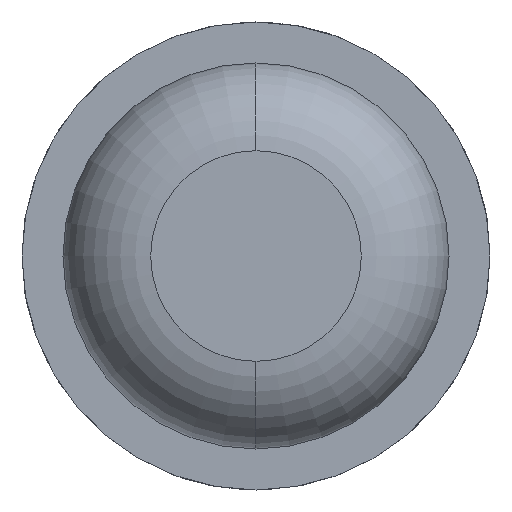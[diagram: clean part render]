
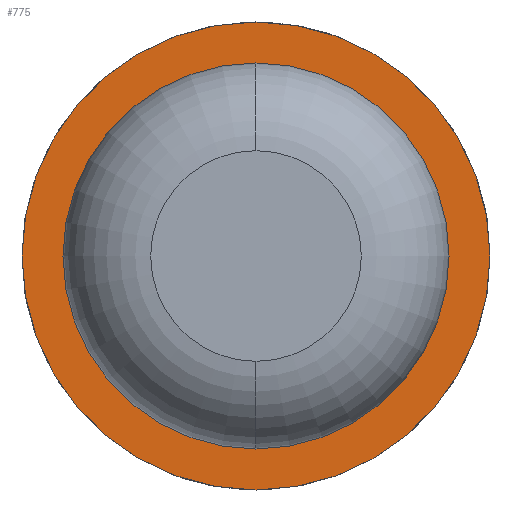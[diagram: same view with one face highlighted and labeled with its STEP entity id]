
A CAD part, front view. The second image highlights one B-rep face of the part: STEP entity #775.
In plain terms, the highlighted planar face has unit normal (0, -1, 0).
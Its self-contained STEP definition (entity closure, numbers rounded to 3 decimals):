
#39 = CARTESIAN_POINT ( 'NONE',  ( 0., -10., 0. ) ) ;
#209 = EDGE_CURVE ( 'Defeature ausgef�hrt1_7+Defeature ausgef�hrt1_1+Defeature ausgef�hrt1_1+Defeature ausgef�hrt1_1', #4206, #1750, #2149, .T. ) ;
#254 = CARTESIAN_POINT ( 'NONE',  ( 0., -10., 0. ) ) ;
#320 = DIRECTION ( 'NONE',  ( -1., 0., 0. ) ) ;
#449 = EDGE_CURVE ( 'Defeature ausgef�hrt1_6+Defeature ausgef�hrt1_7+Defeature ausgef�hrt1_7+Defeature ausgef�hrt1_7', #1321, #2232, #4602, .T. ) ;
#479 = CIRCLE ( 'NONE', #4458, 1. ) ;
#525 = CARTESIAN_POINT ( 'NONE',  ( -1., -10., 0. ) ) ;
#640 = CARTESIAN_POINT ( 'NONE',  ( 0., -10., 0. ) ) ;
#775 = ADVANCED_FACE ( 'Defeature ausgef�hrt1_7', ( #3777, #935 ), #1845, .F. ) ;
#935 = FACE_BOUND ( 'NONE', #2824, .T. ) ;
#976 = DIRECTION ( 'NONE',  ( -1., 0., 0. ) ) ;
#1321 = VERTEX_POINT ( 'NONE', #525 ) ;
#1573 = ORIENTED_EDGE ( 'NONE', *, *, #2994, .T. ) ;
#1649 = ORIENTED_EDGE ( 'NONE', *, *, #2248, .F. ) ;
#1665 = AXIS2_PLACEMENT_3D ( 'NONE', #39, #2243, #2574 ) ;
#1750 = VERTEX_POINT ( 'NONE', #1868 ) ;
#1779 = AXIS2_PLACEMENT_3D ( 'NONE', #254, #3151, #976 ) ;
#1845 = PLANE ( 'NONE',  #3373 ) ;
#1868 = CARTESIAN_POINT ( 'NONE',  ( 0., -10., 0.825 ) ) ;
#2149 = CIRCLE ( 'NONE', #1665, 0.825 ) ;
#2232 = VERTEX_POINT ( 'NONE', #3421 ) ;
#2243 = DIRECTION ( 'NONE',  ( 0., 1., 0. ) ) ;
#2248 = EDGE_CURVE ( 'Defeature ausgef�hrt1_6+Defeature ausgef�hrt1_7+Defeature ausgef�hrt1_7+Defeature ausgef�hrt1_7', #2232, #1321, #479, .T. ) ;
#2354 = DIRECTION ( 'NONE',  ( 0., 1., 0. ) ) ;
#2403 = DIRECTION ( 'NONE',  ( -1., 0., 0. ) ) ;
#2513 = DIRECTION ( 'NONE',  ( 0., 1., 0. ) ) ;
#2574 = DIRECTION ( 'NONE',  ( -1., 0., 0. ) ) ;
#2824 = EDGE_LOOP ( 'NONE', ( #1573, #4606 ) ) ;
#2880 = AXIS2_PLACEMENT_3D ( 'NONE', #640, #3568, #320 ) ;
#2994 = EDGE_CURVE ( 'Defeature ausgef�hrt1_7+Defeature ausgef�hrt1_1+Defeature ausgef�hrt1_1+Defeature ausgef�hrt1_1', #1750, #4206, #3540, .T. ) ;
#3151 = DIRECTION ( 'NONE',  ( 0., 1., 0. ) ) ;
#3270 = DIRECTION ( 'NONE',  ( -1., 0., 0. ) ) ;
#3373 = AXIS2_PLACEMENT_3D ( 'NONE', #4680, #2513, #3270 ) ;
#3421 = CARTESIAN_POINT ( 'NONE',  ( 1., -10., 0. ) ) ;
#3440 = EDGE_LOOP ( 'NONE', ( #3474, #1649 ) ) ;
#3474 = ORIENTED_EDGE ( 'NONE', *, *, #449, .F. ) ;
#3540 = CIRCLE ( 'NONE', #1779, 0.825 ) ;
#3568 = DIRECTION ( 'NONE',  ( 0., 1., 0. ) ) ;
#3777 = FACE_OUTER_BOUND ( 'NONE', #3440, .T. ) ;
#4018 = CARTESIAN_POINT ( 'NONE',  ( 0., -10., -0.825 ) ) ;
#4206 = VERTEX_POINT ( 'NONE', #4018 ) ;
#4458 = AXIS2_PLACEMENT_3D ( 'NONE', #4534, #2354, #2403 ) ;
#4534 = CARTESIAN_POINT ( 'NONE',  ( 0., -10., 0. ) ) ;
#4602 = CIRCLE ( 'NONE', #2880, 1. ) ;
#4606 = ORIENTED_EDGE ( 'NONE', *, *, #209, .T. ) ;
#4680 = CARTESIAN_POINT ( 'NONE',  ( 0.825, -10., 0. ) ) ;
